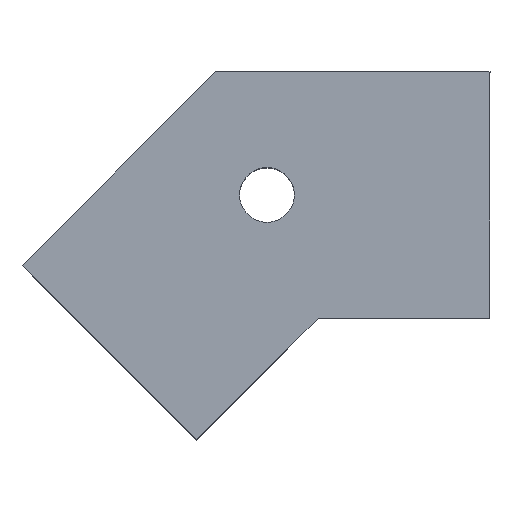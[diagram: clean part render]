
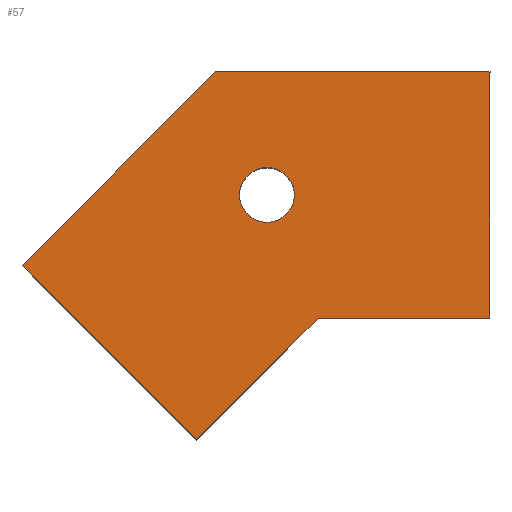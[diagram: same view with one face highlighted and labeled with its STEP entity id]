
A CAD part, top view. The second image highlights one B-rep face of the part: STEP entity #57.
In plain terms, the highlighted planar face has unit normal (0, 0, 1).
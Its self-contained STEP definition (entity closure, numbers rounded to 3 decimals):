
#57=ADVANCED_FACE('',(#138,#140),#142,.T.);
#138=FACE_BOUND('',#139,.T.);
#139=EDGE_LOOP('',(#205,#206,#207,#208,#209,#210));
#140=FACE_BOUND('',#141,.T.);
#141=EDGE_LOOP('',(#211));
#142=PLANE('',#143);
#143=AXIS2_PLACEMENT_3D('',#144,#145,#146);
#144=CARTESIAN_POINT('',(0.,0.,11.8));
#145=DIRECTION('',(0.,0.,1.));
#146=DIRECTION('',(-1.,0.,0.));
#205=ORIENTED_EDGE('',*,*,#245,.T.);
#206=ORIENTED_EDGE('',*,*,#246,.T.);
#207=ORIENTED_EDGE('',*,*,#247,.T.);
#208=ORIENTED_EDGE('',*,*,#248,.T.);
#209=ORIENTED_EDGE('',*,*,#249,.T.);
#210=ORIENTED_EDGE('',*,*,#250,.T.);
#211=ORIENTED_EDGE('',*,*,#251,.T.);
#245=EDGE_CURVE('',#272,#273,#274,.T.);
#246=EDGE_CURVE('',#273,#275,#276,.T.);
#247=EDGE_CURVE('',#275,#277,#278,.T.);
#248=EDGE_CURVE('',#277,#279,#280,.T.);
#249=EDGE_CURVE('',#279,#281,#282,.T.);
#250=EDGE_CURVE('',#281,#272,#283,.T.);
#251=EDGE_CURVE('',#284,#284,#285,.T.);
#272=VERTEX_POINT('',#321);
#273=VERTEX_POINT('',#322);
#274=LINE('',#323,#324);
#275=VERTEX_POINT('',#326);
#276=LINE('',#327,#328);
#277=VERTEX_POINT('',#330);
#278=LINE('',#331,#332);
#279=VERTEX_POINT('',#334);
#280=LINE('',#335,#336);
#281=VERTEX_POINT('',#338);
#282=LINE('',#339,#340);
#283=LINE('',#342,#343);
#284=VERTEX_POINT('',#345);
#285=CIRCLE('',#346,1.);
#321=CARTESIAN_POINT('',(0.,0.,11.8));
#322=CARTESIAN_POINT('',(-7.071,-7.071,11.8));
#323=CARTESIAN_POINT('',(0.,0.,11.8));
#324=VECTOR('',#325,1.);
#325=DIRECTION('',(-0.707,-0.707,0.));
#326=CARTESIAN_POINT('',(-0.707,-13.435,11.8));
#327=CARTESIAN_POINT('',(-7.071,-7.071,11.8));
#328=VECTOR('',#329,1.);
#329=DIRECTION('',(0.707,-0.707,0.));
#330=CARTESIAN_POINT('',(3.728,-9.,11.8));
#331=CARTESIAN_POINT('',(-0.707,-13.435,11.8));
#332=VECTOR('',#333,1.);
#333=DIRECTION('',(0.707,0.707,0.));
#334=CARTESIAN_POINT('',(10.,-9.,11.8));
#335=CARTESIAN_POINT('',(3.728,-9.,11.8));
#336=VECTOR('',#337,1.);
#337=DIRECTION('',(1.,0.,0.));
#338=CARTESIAN_POINT('',(10.,0.,11.8));
#339=CARTESIAN_POINT('',(10.,-9.,11.8));
#340=VECTOR('',#341,1.);
#341=DIRECTION('',(0.,1.,0.));
#342=CARTESIAN_POINT('',(10.,0.,11.8));
#343=VECTOR('',#344,1.);
#344=DIRECTION('',(-1.,0.,0.));
#345=CARTESIAN_POINT('',(0.864,-4.5,11.8));
#346=AXIS2_PLACEMENT_3D('',#347,#348,#349);
#347=CARTESIAN_POINT('',(1.864,-4.5,11.8));
#348=DIRECTION('',(0.,0.,-1.));
#349=DIRECTION('',(-1.,0.,0.));
